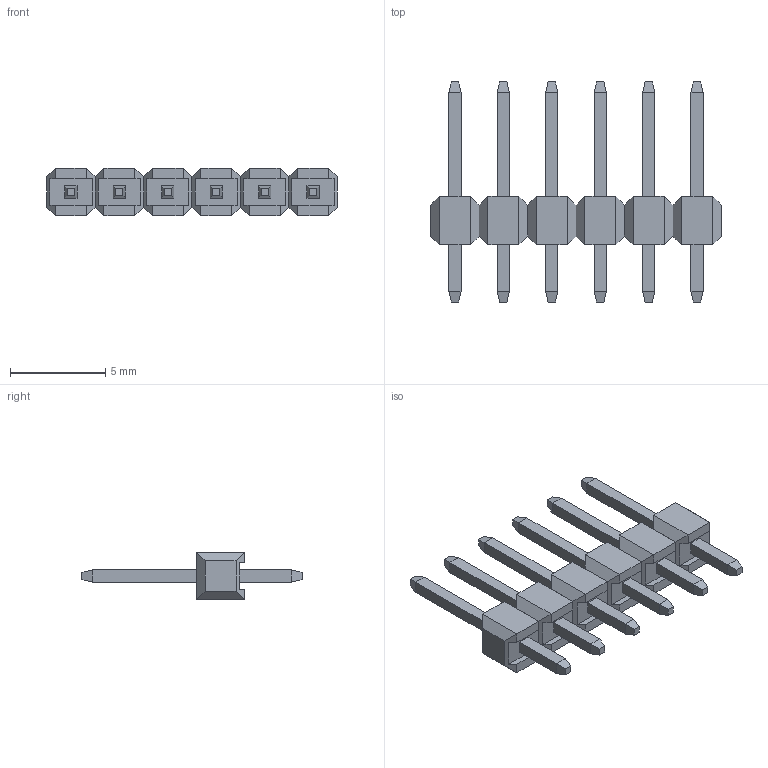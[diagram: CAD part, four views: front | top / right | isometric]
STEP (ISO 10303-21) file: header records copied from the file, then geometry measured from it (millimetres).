
FILE_DESCRIPTION (( 'STEP AP214' ), '1' );
FILE_NAME ('HEADER 1X6.STEP', '2013-11-27T08:58:40', ( '' ), ( '' ), 'SwSTEP 2.0', 'SolidWorks 2012', '' );
FILE_SCHEMA (( 'AUTOMOTIVE_DESIGN' ));
Length unit declared in the file: millimetre
Products named in the file (1): HEADER 1X6
Bounding box: 15.24 x 11.54 x 2.5 mm (x, y, z)
Volume: 102.6 mm3; surface area: 308.9 mm2
Topology: 1 solids, 1 shells, 206 faces, 460 edges, 268 vertices
Faces by surface type: plane 206
Entity records: 7736 total; most frequent: CARTESIAN_POINT 935, ORIENTED_EDGE 920, DIRECTION 874, LINE 460, VECTOR 460, EDGE_CURVE 460, VERTEX_POINT 268, EDGE_LOOP 218
